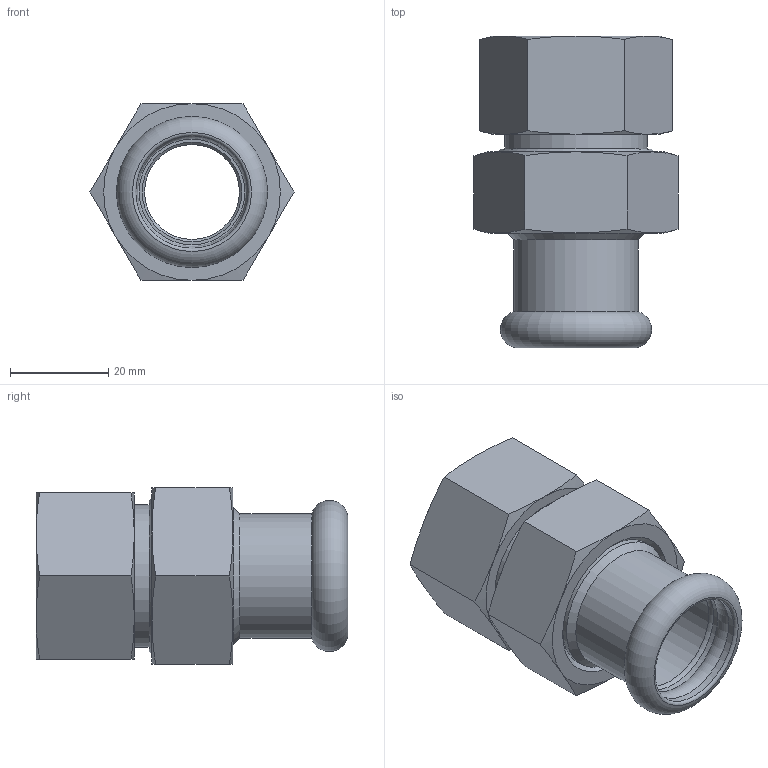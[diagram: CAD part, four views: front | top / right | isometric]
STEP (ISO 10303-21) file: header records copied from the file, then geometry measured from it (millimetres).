
FILE_DESCRIPTION(/* description */ (''),/* implementation_level */ '2;1');
FILE_NAME(/* name */ '384022001_Steelpres.stp',/* time_stamp */ '2022-10-21T16:26:06+02:00',/* author */ ('Vault'),/* organization */ ('Raccorderie metalliche s.p.a. '),/* preprocessor_version */ 'ST-DEVELOPER v18.1',/* originating_system */ 'Autodesk Inventor 2020',/* authorisation */ 'Raccorderie metalliche s.p.a. ');
FILE_SCHEMA (('AUTOMOTIVE_DESIGN { 1 0 10303 214 3 1 1 }'));
Length unit declared in the file: millimetre
Products named in the file (1): 384022001_Steelpres
Bounding box: 41.57 x 63.5 x 36 mm (x, y, z)
Volume: 28453.2 mm3; surface area: 15774.7 mm2
Topology: 1 solids, 1 shells, 86 faces, 205 edges, 132 vertices
Faces by surface type: cone 36, plane 27, cylinder 15, torus 8
Full cylindrical faces by diameter (mm): 19.3 x1, 20 x1, 21 x1, 22.3 x1, 22.9 x2, 24.117 x1, 25.3 x1, 28 x3, 28.1 x1, 29 x1, 30 x1, 30.4 x1
Entity records: 2532 total; most frequent: CARTESIAN_POINT 520, DIRECTION 449, ORIENTED_EDGE 410, EDGE_CURVE 205, AXIS2_PLACEMENT_3D 205, VERTEX_POINT 132, CIRCLE 118, EDGE_LOOP 99
